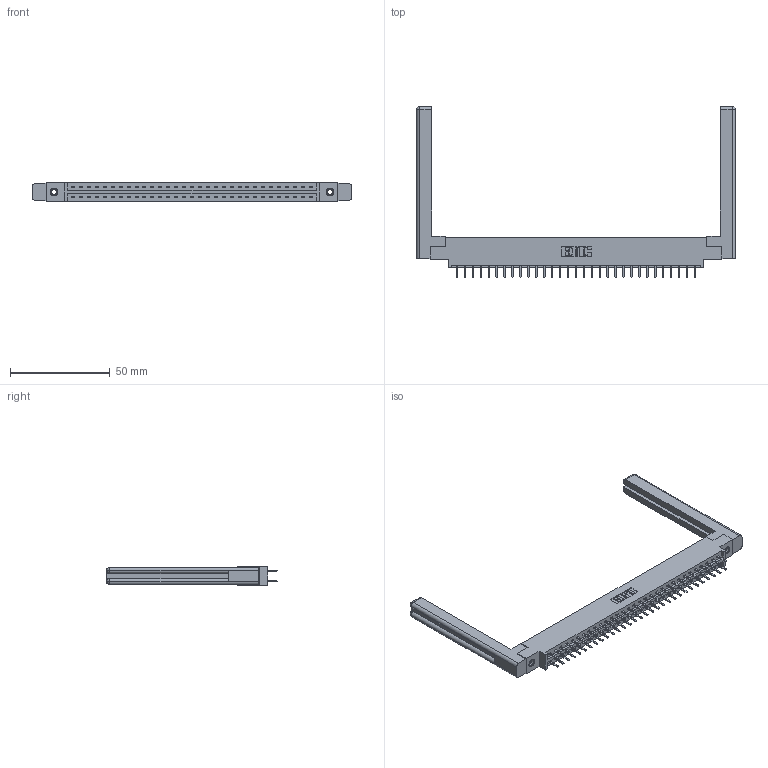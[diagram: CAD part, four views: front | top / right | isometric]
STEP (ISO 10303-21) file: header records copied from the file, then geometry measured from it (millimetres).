
FILE_DESCRIPTION (( 'STEP AP203' ), '1' );
FILE_NAME ('337-062-520-858.STEP', '2019-10-11T22:23:28', ( '' ), ( '' ), 'SwSTEP 2.0', 'SolidWorks 2016', '' );
FILE_SCHEMA (( 'CONFIG_CONTROL_DESIGN' ));
Length unit declared in the file: inch
Products named in the file (5): 337 Part_0.170 Offset - 0.156 Dia-TI; 345-292-001_345-293-120; 337-062-520-858; 345-250-001_345-250-001-102; 307-220-058
Assembly tree (67 placements, depth 2):
  337-062-520-858
    337 Part_0.170 Offset - 0.156 Dia-TI
    345-292-001_345-293-120  x62
    345-250-001_345-250-001-102  x2
    307-220-058  x2
Bounding box: 159.46 x 85.43 x 9.4 mm (x, y, z)
Volume: 23656.4 mm3; surface area: 23639.2 mm2
Topology: 67 solids, 67 shells, 3856 faces, 11155 edges, 7258 vertices
Faces by surface type: plane 2638, cylinder 1194, cone 12, torus 12
Entity records: 28338 total; most frequent: CARTESIAN_POINT 4805, ORIENTED_EDGE 4668, DIRECTION 4110, EDGE_CURVE 2334, VECTOR 2154, LINE 2154, VERTEX_POINT 1546, AXIS2_PLACEMENT_3D 978
